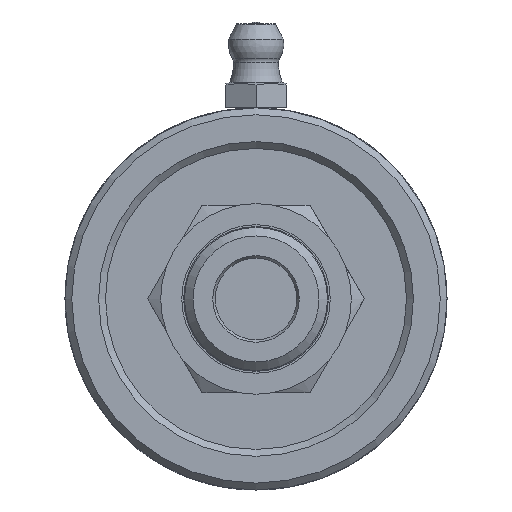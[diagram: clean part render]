
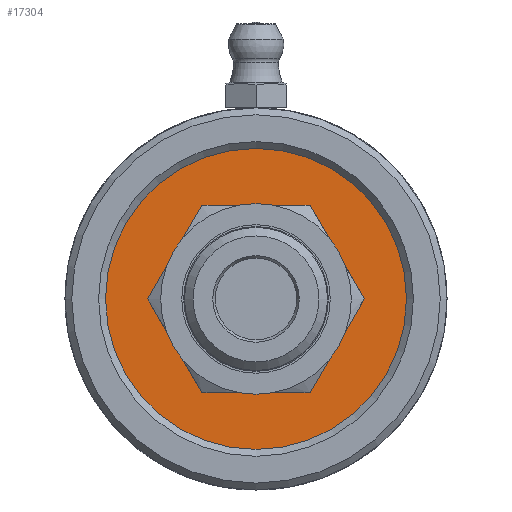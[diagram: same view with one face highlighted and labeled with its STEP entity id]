
A CAD part, left-side view. The second image highlights one B-rep face of the part: STEP entity #17304.
In plain terms, the highlighted planar face has unit normal (-1, 0, 0).
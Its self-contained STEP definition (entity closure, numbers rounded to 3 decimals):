
#278=FACE_BOUND('',#5642,.T.);
#4568=FACE_OUTER_BOUND('',#5641,.T.);
#5641=EDGE_LOOP('',(#14021));
#5642=EDGE_LOOP('',(#14022));
#6555=CIRCLE('',#18554,17.525);
#6556=CIRCLE('',#18555,9.575);
#7933=VERTEX_POINT('',#38633);
#7934=VERTEX_POINT('',#38635);
#10105=EDGE_CURVE('',#7933,#7933,#6555,.T.);
#10106=EDGE_CURVE('',#7934,#7934,#6556,.T.);
#14021=ORIENTED_EDGE('',*,*,#10105,.F.);
#14022=ORIENTED_EDGE('',*,*,#10106,.F.);
#16701=PLANE('',#18553);
#17304=ADVANCED_FACE('',(#4568,#278),#16701,.T.);
#18553=AXIS2_PLACEMENT_3D('',#38632,#21180,#21181);
#18554=AXIS2_PLACEMENT_3D('',#38634,#21182,#21183);
#18555=AXIS2_PLACEMENT_3D('',#38636,#21184,#21185);
#21180=DIRECTION('center_axis',(-1.,0.,0.));
#21181=DIRECTION('ref_axis',(0.,0.,1.));
#21182=DIRECTION('center_axis',(1.,0.,0.));
#21183=DIRECTION('ref_axis',(0.,0.,1.));
#21184=DIRECTION('center_axis',(-1.,0.,0.));
#21185=DIRECTION('ref_axis',(0.,-1.,0.));
#38632=CARTESIAN_POINT('Origin',(28.7,18.59,0.));
#38633=CARTESIAN_POINT('',(28.7,0.,-17.525));
#38634=CARTESIAN_POINT('Origin',(28.7,0.,0.));
#38635=CARTESIAN_POINT('',(28.7,9.575,0.));
#38636=CARTESIAN_POINT('Origin',(28.7,0.,0.));
